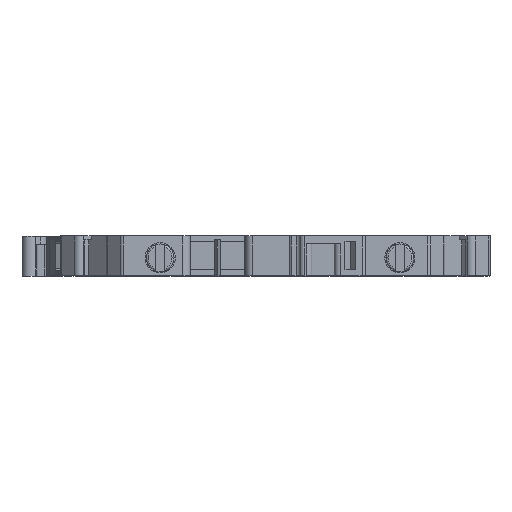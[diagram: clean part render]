
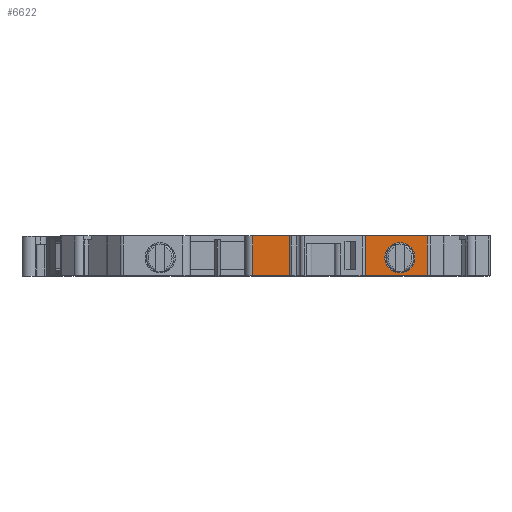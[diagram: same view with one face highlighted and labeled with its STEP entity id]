
A CAD part, top view. The second image highlights one B-rep face of the part: STEP entity #6622.
In plain terms, the highlighted planar face has unit normal (0, 0, 1).
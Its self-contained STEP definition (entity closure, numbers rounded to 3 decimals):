
#158=LINE('',#8646,#619);
#251=LINE('',#8971,#712);
#333=LINE('',#9280,#794);
#508=LINE('',#9725,#969);
#509=LINE('',#9727,#970);
#510=LINE('',#9729,#971);
#511=LINE('',#9731,#972);
#512=LINE('',#9733,#973);
#619=VECTOR('',#7208,1000.);
#712=VECTOR('',#7473,1000.);
#794=VECTOR('',#7717,1000.);
#969=VECTOR('',#8246,1000.);
#970=VECTOR('',#8249,1000.);
#971=VECTOR('',#8252,1000.);
#972=VECTOR('',#8253,1000.);
#973=VECTOR('',#8254,1000.);
#2091=ORIENTED_EDGE('',*,*,#2632,.T.);
#2092=ORIENTED_EDGE('',*,*,#3011,.T.);
#2093=ORIENTED_EDGE('',*,*,#2783,.F.);
#2094=ORIENTED_EDGE('',*,*,#3010,.T.);
#2095=ORIENTED_EDGE('',*,*,#3012,.F.);
#2096=ORIENTED_EDGE('',*,*,#3013,.T.);
#2097=ORIENTED_EDGE('',*,*,#3014,.F.);
#2098=ORIENTED_EDGE('',*,*,#2483,.F.);
#2099=ORIENTED_EDGE('',*,*,#3008,.T.);
#2483=EDGE_CURVE('',#3184,#3185,#158,.T.);
#2632=EDGE_CURVE('',#3311,#3310,#251,.T.);
#2783=EDGE_CURVE('',#3446,#3447,#333,.T.);
#3008=EDGE_CURVE('',#3538,#3538,#3814,.T.);
#3010=EDGE_CURVE('',#3446,#3311,#508,.F.);
#3011=EDGE_CURVE('',#3310,#3447,#509,.T.);
#3012=EDGE_CURVE('',#3540,#3184,#510,.T.);
#3013=EDGE_CURVE('',#3540,#3541,#511,.T.);
#3014=EDGE_CURVE('',#3185,#3541,#512,.T.);
#3184=VERTEX_POINT('',#8645);
#3185=VERTEX_POINT('',#8647);
#3310=VERTEX_POINT('',#8970);
#3311=VERTEX_POINT('',#8972);
#3446=VERTEX_POINT('',#9279);
#3447=VERTEX_POINT('',#9281);
#3538=VERTEX_POINT('',#9721);
#3540=VERTEX_POINT('',#9730);
#3541=VERTEX_POINT('',#9732);
#3814=CIRCLE('',#7057,1.9);
#4056=EDGE_LOOP('',(#2091,#2092,#2093,#2094));
#4057=EDGE_LOOP('',(#2095,#2096,#2097,#2098));
#4058=EDGE_LOOP('',(#2099));
#4351=FACE_BOUND('',#4056,.T.);
#4352=FACE_BOUND('',#4057,.T.);
#4353=FACE_BOUND('',#4058,.T.);
#4547=PLANE('',#7061);
#6622=ADVANCED_FACE('',(#4351,#4352,#4353),#4547,.F.);
#7057=AXIS2_PLACEMENT_3D('',#9720,#8240,#8241);
#7061=AXIS2_PLACEMENT_3D('',#9728,#8250,#8251);
#7208=DIRECTION('',(-1.,0.,0.));
#7473=DIRECTION('',(1.,0.,0.));
#7717=DIRECTION('',(1.,0.,0.));
#8240=DIRECTION('',(0.,0.,-1.));
#8241=DIRECTION('',(1.,0.,0.));
#8246=DIRECTION('',(0.,1.,0.));
#8249=DIRECTION('',(0.,1.,0.));
#8250=DIRECTION('',(0.,0.,-1.));
#8251=DIRECTION('',(-1.,0.,0.));
#8252=DIRECTION('',(0.,1.,0.));
#8253=DIRECTION('',(-1.,0.,0.));
#8254=DIRECTION('',(0.,-1.,0.));
#8645=CARTESIAN_POINT('',(8.195,1.65,18.2));
#8646=CARTESIAN_POINT('',(1.815,1.65,18.2));
#8647=CARTESIAN_POINT('',(0.565,1.65,18.2));
#8970=CARTESIAN_POINT('',(17.866,-2.35,18.2));
#8971=CARTESIAN_POINT('',(-40.,-2.35,18.2));
#8972=CARTESIAN_POINT('',(-4.075,-2.35,18.2));
#9279=CARTESIAN_POINT('',(-4.075,2.65,18.2));
#9280=CARTESIAN_POINT('',(-40.,2.65,18.2));
#9281=CARTESIAN_POINT('',(17.866,2.65,18.2));
#9720=CARTESIAN_POINT('',(14.42,-0.1,18.2));
#9721=CARTESIAN_POINT('',(16.32,-0.1,18.2));
#9725=CARTESIAN_POINT('',(-4.075,2.65,18.2));
#9727=CARTESIAN_POINT('',(17.866,2.65,18.2));
#9728=CARTESIAN_POINT('',(-40.,2.65,18.2));
#9729=CARTESIAN_POINT('',(8.195,-2.35,18.2));
#9730=CARTESIAN_POINT('',(8.195,-1.35,18.2));
#9731=CARTESIAN_POINT('',(8.365,-1.35,18.2));
#9732=CARTESIAN_POINT('',(0.565,-1.35,18.2));
#9733=CARTESIAN_POINT('',(0.565,2.65,18.2));
